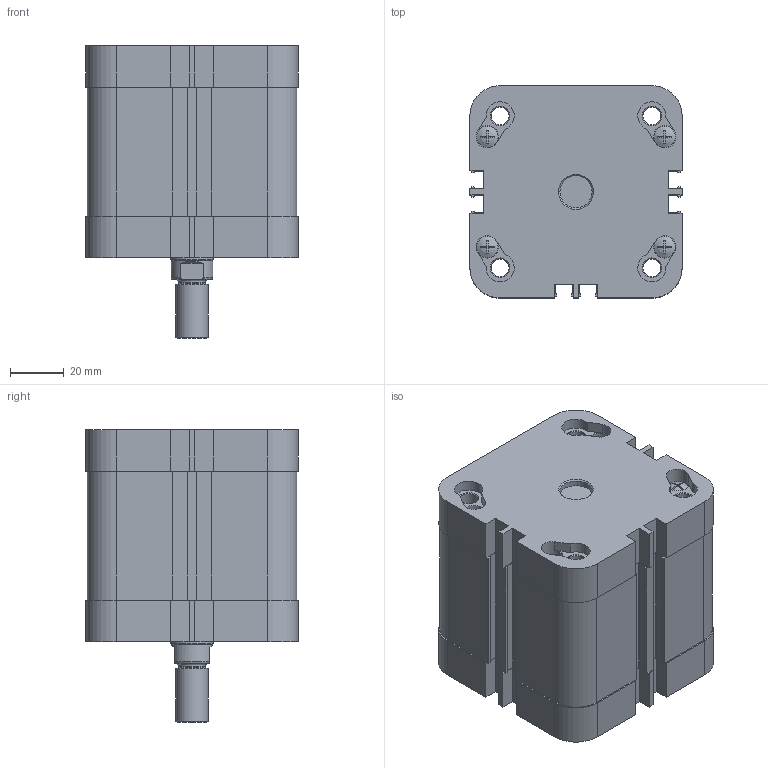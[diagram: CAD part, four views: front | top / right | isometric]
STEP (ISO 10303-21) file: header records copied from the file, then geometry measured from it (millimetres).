
FILE_DESCRIPTION(/* description */ (''),/* implementation_level */ '2;1');
FILE_NAME(/* name */ 'nad_63-30-ag.stp',/* time_stamp */ '2017-08-24T11:51:54+02:00',/* author */ ('leitheußer'),/* organization */ (''),/* preprocessor_version */ 'ST-DEVELOPER v15.6',/* originating_system */ 'Autodesk Inventor LT ',/* authorisation */ '');
FILE_SCHEMA (('AUTOMOTIVE_DESIGN { 1 0 10303 214 3 1 1 }'));
Length unit declared in the file: millimetre
Products named in the file (1): CDEM063_030_KNM
Bounding box: 79 x 79 x 109 mm (x, y, z)
Volume: 296092.1 mm3; surface area: 121392.8 mm2
Topology: 20 solids, 20 shells, 646 faces, 1636 edges, 1067 vertices
Faces by surface type: plane 337, cylinder 224, cone 60, torus 17, bspline 8
Full cylindrical faces by diameter (mm): 3.5 x2, 3.75 x4, 4 x8, 4.5 x8, 6.647 x8, 8 x8, 8.3 x8, 8.566 x2, 10 x1, 10.106 x1, 12 x6, 15.5 x1, 15.9 x1, 16 x4, 16.282 x1, 17.7 x1, 17.727 x1, 18 x2, 18.795 x1, 20.5 x2, 27 x2, 32 x2, 33 x2, 59.915 x1, 60 x1, 62.4 x1, 63 x5, 66.4 x2
Entity records: 19576 total; most frequent: CARTESIAN_POINT 4291, DIRECTION 3166, ORIENTED_EDGE 2946, EDGE_CURVE 1473, AXIS2_PLACEMENT_3D 1188, VERTEX_POINT 1053, EDGE_LOOP 908, LINE 790
